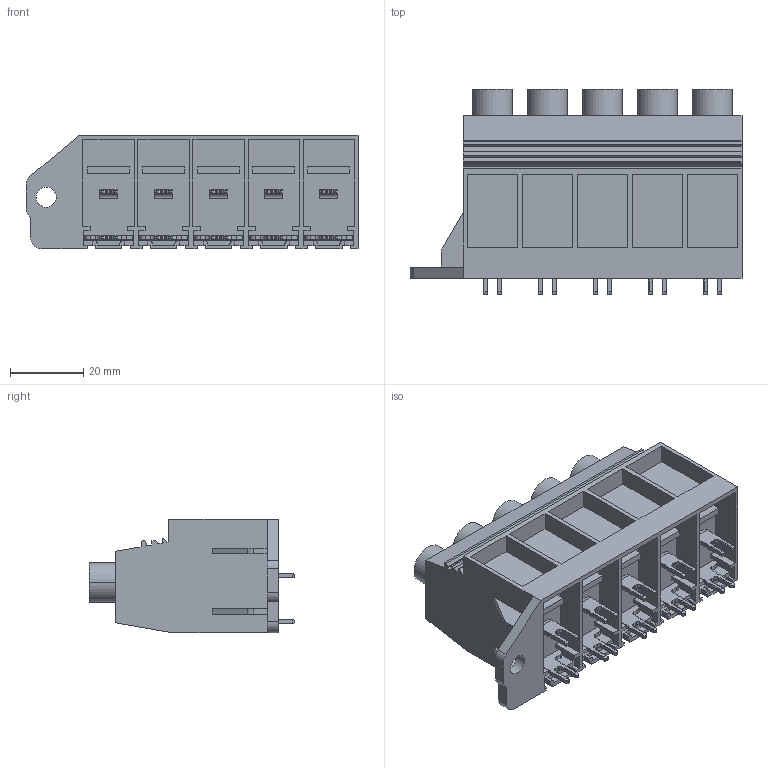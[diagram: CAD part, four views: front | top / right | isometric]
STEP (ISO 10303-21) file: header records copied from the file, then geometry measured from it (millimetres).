
FILE_DESCRIPTION(('CATIA V5 STEP Exchange','CAx-IF Rec.Pracs.--- Model Styling and Organization---1.2---2011-12-15'),'2;1');
FILE_NAME ('D1451644_0_1386330000_1386330000.stp','2016-10-04T11:06:50+00:00',('none'),('Weidmueller'),'CATIA Version 5-6 Release 2014','CATIA V5 STEP AP214','none');
FILE_SCHEMA(('AUTOMOTIVE_DESIGN { 1 0 10303 214 1 1 1 1 }'));
Length unit declared in the file: millimetre
Products named in the file (1): 1386330000_S
Bounding box: 90.5 x 56 x 31 mm (x, y, z)
Volume: 75298.8 mm3; surface area: 26322.7 mm2
Topology: 16 solids, 16 shells, 939 faces, 2643 edges, 1756 vertices
Faces by surface type: plane 645, cylinder 292, extrusion 2
Entity records: 28349 total; most frequent: CARTESIAN_POINT 6272, ORIENTED_EDGE 5286, DIRECTION 3401, EDGE_CURVE 2643, VECTOR 1951, LINE 1949, VERTEX_POINT 1756, EDGE_LOOP 961
